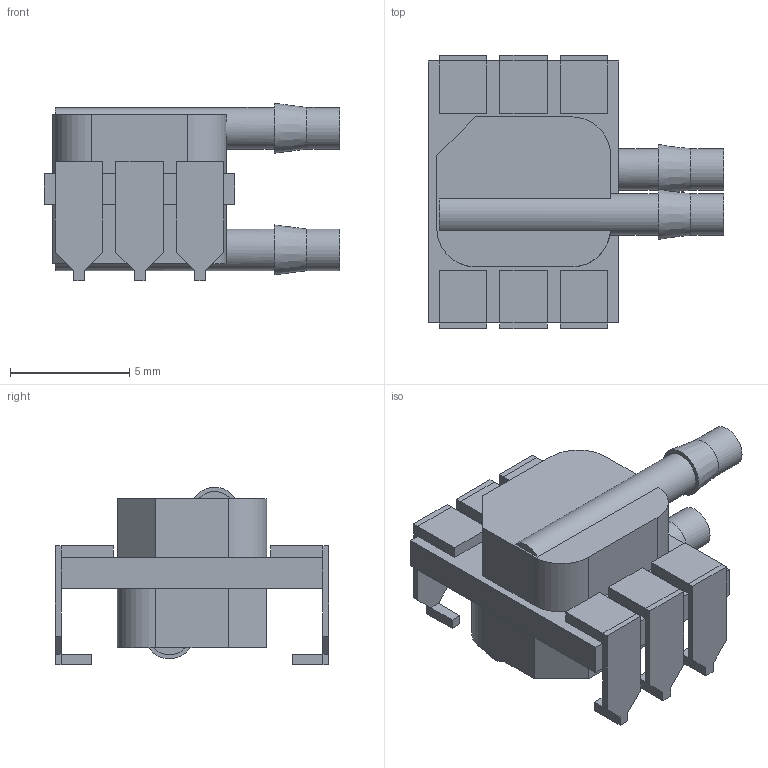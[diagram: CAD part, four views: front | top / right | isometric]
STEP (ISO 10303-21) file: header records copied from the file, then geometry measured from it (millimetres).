
FILE_DESCRIPTION(('FreeCAD Model'),'2;1');
FILE_NAME('ABPMRRV015PD2A3.step', '2020-11-20T22:09:29',('Author'),(''), 'Open CASCADE STEP processor 7.4','FreeCAD','Unknown');
FILE_SCHEMA(('AUTOMOTIVE_DESIGN { 1 0 10303 214 1 1 1 1 }'));
Length unit declared in the file: millimetre
Products named in the file (1): Compound
Bounding box: 12.4 x 11.5 x 7.46 mm (x, y, z)
Volume: 383.6 mm3; surface area: 781 mm2
Topology: 9 solids, 9 shells, 158 faces, 2464 edges, 12838 vertices
Faces by surface type: plane 146, cylinder 10, cone 2
Full cylindrical faces by diameter (mm): 1.75 x4
Entity records: 45105 total; most frequent: CARTESIAN_POINT 16013, DIRECTION 2950, LINE 2268, VECTOR 2268, GEOMETRIC_CURVE_SET 2113, TRIMMED_CURVE 2112, PRESENTATION_STYLE_ASSIGNMENT 1663, SURFACE_STYLE_USAGE 1663
